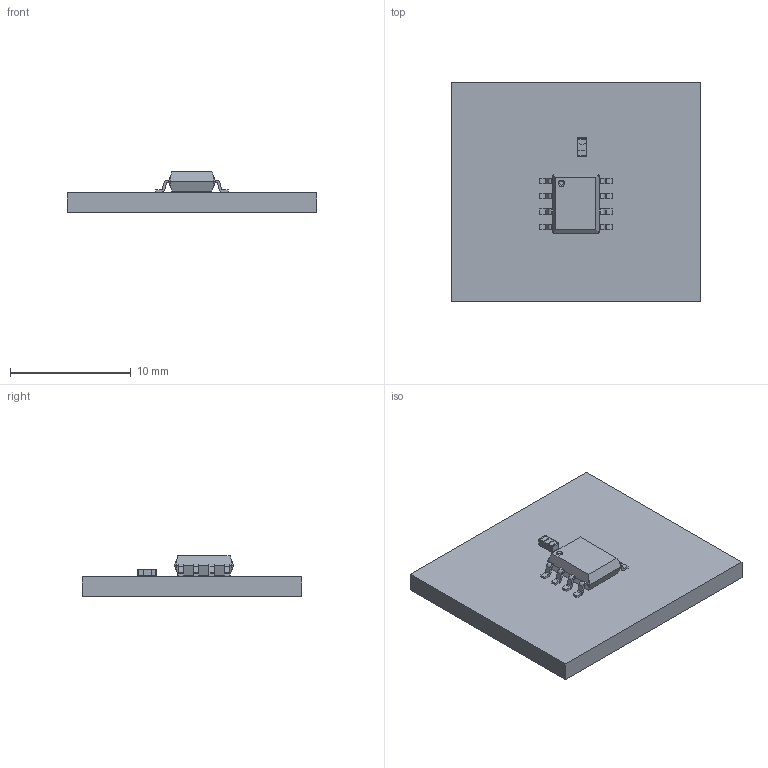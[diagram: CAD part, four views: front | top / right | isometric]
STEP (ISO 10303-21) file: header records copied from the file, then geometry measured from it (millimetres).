
FILE_DESCRIPTION(('KiCad electronic assembly'),'2;1');
FILE_NAME('BMagSensBoard.step','2020-08-11T00:37:00',('An Author'),( 'A Company'),'Open CASCADE STEP processor 6.9', 'KiCad to STEP converter','Unknown');
FILE_SCHEMA(('AUTOMOTIVE_DESIGN { 1 0 10303 214 1 1 1 1 }'));
Length unit declared in the file: millimetre
Products named in the file (6): Open CASCADE STEP translator 6.9 1; User_Library-so8-3; SOLID; Ceramic_CAP0603; COMPOUND
Assembly tree (5 placements, depth 3):
  Open CASCADE STEP translator 6.9 1
    User_Library-so8-3
      SOLID
    Ceramic_CAP0603
      COMPOUND
    SOLID
Bounding box: 20.7 x 18.22 x 3.35 mm (x, y, z)
Volume: 631.9 mm3; surface area: 961.1 mm2
Topology: 3 solids, 5 shells, 193 faces, 514 edges, 324 vertices
Faces by surface type: plane 99, bspline 52, cylinder 32, cone 10
Entity records: 16611 total; most frequent: CARTESIAN_POINT 6395, DIRECTION 1434, ORIENTED_EDGE 1012, PCURVE 1012, DEFINITIONAL_REPRESENTATION 1012, LINE 962, VECTOR 962, EDGE_CURVE 506
